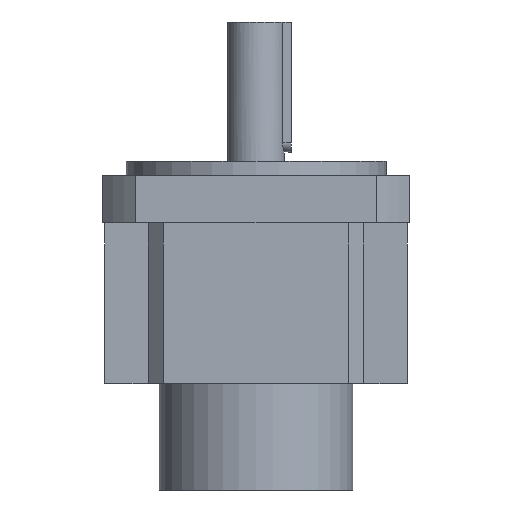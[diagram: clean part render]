
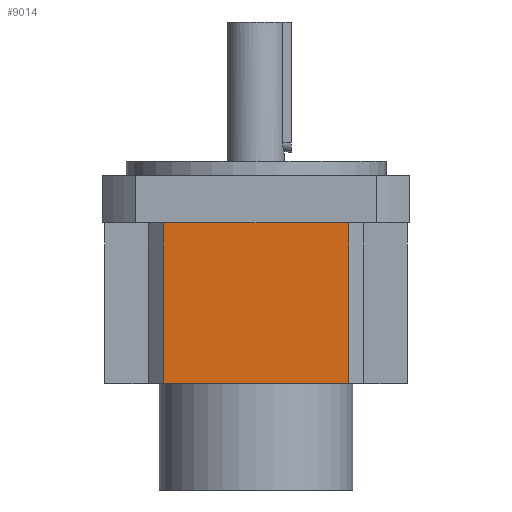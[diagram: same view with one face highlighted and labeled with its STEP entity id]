
A CAD part, front view. The second image highlights one B-rep face of the part: STEP entity #9014.
In plain terms, the highlighted planar face has unit normal (0, -1, 0).
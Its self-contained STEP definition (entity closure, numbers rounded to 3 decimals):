
#209 = CARTESIAN_POINT ( 'NONE',  ( 39.265, -64., -68. ) ) ;
#232 = VERTEX_POINT ( 'NONE', #6480 ) ;
#250 = EDGE_CURVE ( 'NONE', #7969, #232, #8647, .T. ) ;
#277 = DIRECTION ( 'NONE',  ( -1., 0., 0. ) ) ;
#798 = ORIENTED_EDGE ( 'NONE', *, *, #2999, .T. ) ;
#896 = FACE_OUTER_BOUND ( 'NONE', #6011, .T. ) ;
#1069 = DIRECTION ( 'NONE',  ( 0., 1., 0. ) ) ;
#1075 = EDGE_CURVE ( 'NONE', #5231, #232, #1579, .T. ) ;
#1382 = VECTOR ( 'NONE', #4564, 1000. ) ;
#1579 = LINE ( 'NONE', #5513, #9035 ) ;
#2048 = CARTESIAN_POINT ( 'NONE',  ( 39.265, -64., 0. ) ) ;
#2052 = CARTESIAN_POINT ( 'NONE',  ( -39.265, -64., -68. ) ) ;
#2326 = VERTEX_POINT ( 'NONE', #6224 ) ;
#2999 = EDGE_CURVE ( 'NONE', #2326, #5231, #7681, .T. ) ;
#3267 = CARTESIAN_POINT ( 'NONE',  ( -39.265, -64., -68. ) ) ;
#3308 = ORIENTED_EDGE ( 'NONE', *, *, #7529, .F. ) ;
#3522 = CARTESIAN_POINT ( 'NONE',  ( 39.265, -64., -68. ) ) ;
#3817 = DIRECTION ( 'NONE',  ( 0., 0., 1. ) ) ;
#4564 = DIRECTION ( 'NONE',  ( -1., 0., 0. ) ) ;
#4710 = PLANE ( 'NONE',  #7479 ) ;
#5038 = LINE ( 'NONE', #209, #1382 ) ;
#5231 = VERTEX_POINT ( 'NONE', #2048 ) ;
#5443 = CARTESIAN_POINT ( 'NONE',  ( 39.265, -64., -68. ) ) ;
#5513 = CARTESIAN_POINT ( 'NONE',  ( 39.265, -64., 0. ) ) ;
#5765 = VECTOR ( 'NONE', #6098, 1000. ) ;
#5969 = ORIENTED_EDGE ( 'NONE', *, *, #250, .F. ) ;
#6011 = EDGE_LOOP ( 'NONE', ( #8862, #5969, #3308, #798 ) ) ;
#6098 = DIRECTION ( 'NONE',  ( 0., 0., 1. ) ) ;
#6164 = DIRECTION ( 'NONE',  ( 0., 0., 1. ) ) ;
#6224 = CARTESIAN_POINT ( 'NONE',  ( 39.265, -64., -68. ) ) ;
#6480 = CARTESIAN_POINT ( 'NONE',  ( -39.265, -64., 0. ) ) ;
#6741 = VECTOR ( 'NONE', #3817, 1000. ) ;
#7479 = AXIS2_PLACEMENT_3D ( 'NONE', #5443, #1069, #6164 ) ;
#7529 = EDGE_CURVE ( 'NONE', #2326, #7969, #5038, .T. ) ;
#7681 = LINE ( 'NONE', #3522, #5765 ) ;
#7969 = VERTEX_POINT ( 'NONE', #3267 ) ;
#8647 = LINE ( 'NONE', #2052, #6741 ) ;
#8862 = ORIENTED_EDGE ( 'NONE', *, *, #1075, .T. ) ;
#9014 = ADVANCED_FACE ( 'NONE', ( #896 ), #4710, .F. ) ;
#9035 = VECTOR ( 'NONE', #277, 1000. ) ;
